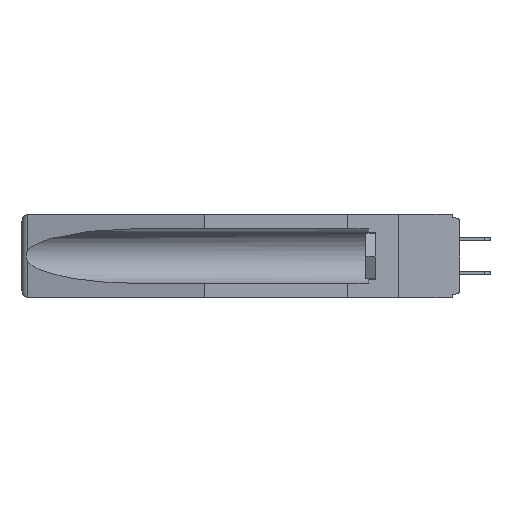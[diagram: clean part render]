
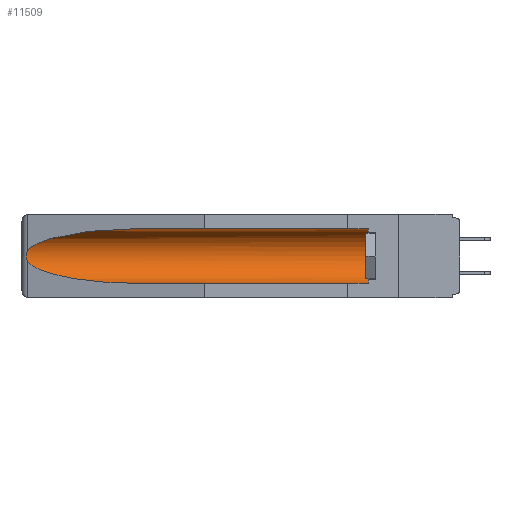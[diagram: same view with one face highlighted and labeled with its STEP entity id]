
A CAD part, left-side view. The second image highlights one B-rep face of the part: STEP entity #11509.
In plain terms, the highlighted cylindrical face has radius 2.857 mm (diameter 5.715 mm), a partial arc.
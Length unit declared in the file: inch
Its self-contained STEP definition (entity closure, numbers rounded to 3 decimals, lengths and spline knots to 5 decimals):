
#329 = EDGE_CURVE ( 'NONE', #5545, #8788, #9448, .T. ) ;
#466 = ORIENTED_EDGE ( 'NONE', *, *, #17919, .T. ) ;
#1217 = CARTESIAN_POINT ( 'NONE',  ( 0.155, 0.126, -0.284 ) ) ;
#2203 = CARTESIAN_POINT ( 'NONE',  ( 0.2675, 1.53308, -0.16763 ) ) ;
#2296 = CARTESIAN_POINT ( 'NONE',  ( 0.26597, 1.5296, -0.19026 ) ) ;
#2358 = CARTESIAN_POINT ( 'NONE',  ( 0.155, -0.30754, -0.059 ) ) ;
#2864 = CARTESIAN_POINT ( 'NONE',  ( 0.155, 0.126, -0.059 ) ) ;
#2906 = CARTESIAN_POINT ( 'NONE',  ( 0.21114, 1.30732, -0.284 ) ) ;
#3147 = VECTOR ( 'NONE', #13155, 39.37008 ) ;
#3384 = AXIS2_PLACEMENT_3D ( 'NONE', #28146, #28247, #5829 ) ;
#4530 = CARTESIAN_POINT ( 'NONE',  ( 0.155, 1.07973, -0.284 ) ) ;
#4970 = EDGE_CURVE ( 'NONE', #21808, #5932, #5074, .T. ) ;
#5074 = LINE ( 'NONE', #2358, #9236 ) ;
#5475 = ORIENTED_EDGE ( 'NONE', *, *, #23188, .F. ) ;
#5545 = VERTEX_POINT ( 'NONE', #14790 ) ;
#5829 = DIRECTION ( 'NONE',  ( 0., 0., 1. ) ) ;
#5932 = VERTEX_POINT ( 'NONE', #8935 ) ;
#8186 =( BOUNDED_CURVE ( )  B_SPLINE_CURVE ( 3, ( #24526, #11330, #2906, #24902 ),
 .UNSPECIFIED., .F., .F. ) 
 B_SPLINE_CURVE_WITH_KNOTS ( ( 4, 4 ),
 ( 0.1948, 1.5708 ),
 .UNSPECIFIED. ) 
 CURVE ( )  GEOMETRIC_REPRESENTATION_ITEM ( )  RATIONAL_B_SPLINE_CURVE ( ( 1., 0.848, 0.848, 1. ) ) 
 REPRESENTATION_ITEM ( '' )  );
#8788 = VERTEX_POINT ( 'NONE', #17659 ) ;
#8935 = CARTESIAN_POINT ( 'NONE',  ( 0.155, 1.07973, -0.059 ) ) ;
#9236 = VECTOR ( 'NONE', #21818, 39.37008 ) ;
#9448 = B_SPLINE_CURVE_WITH_KNOTS ( 'NONE', 3,
 ( #10784, #11084, #13239, #26654, #2203, #24363, #26254, #22038, #2296, #15152 ),
 .UNSPECIFIED., .F., .F.,
 ( 4, 2, 2, 2, 4 ),
 ( 0., 0.00029, 0.00058, 0.00087, 0.00117 ),
 .UNSPECIFIED. ) ;
#10784 = CARTESIAN_POINT ( 'NONE',  ( 0.26537, 1.52718, -0.14972 ) ) ;
#10888 = CARTESIAN_POINT ( 'NONE',  ( 0.155, -0.30754, -0.284 ) ) ;
#11084 = CARTESIAN_POINT ( 'NONE',  ( 0.26597, 1.52961, -0.15275 ) ) ;
#11226 = CARTESIAN_POINT ( 'NONE',  ( 0.26537, 1.52718, -0.14972 ) ) ;
#11232 = ORIENTED_EDGE ( 'NONE', *, *, #12259, .T. ) ;
#11330 = CARTESIAN_POINT ( 'NONE',  ( 0.25451, 1.48313, -0.24835 ) ) ;
#11509 = ADVANCED_FACE ( 'NONE', ( #19437 ), #21834, .F. ) ;
#11695 = ORIENTED_EDGE ( 'NONE', *, *, #4970, .T. ) ;
#12259 = EDGE_CURVE ( 'NONE', #5932, #5545, #22346, .T. ) ;
#13155 = DIRECTION ( 'NONE',  ( 0., 1., 0. ) ) ;
#13239 = CARTESIAN_POINT ( 'NONE',  ( 0.26654, 1.53092, -0.15636 ) ) ;
#14790 = CARTESIAN_POINT ( 'NONE',  ( 0.26537, 1.52718, -0.14972 ) ) ;
#15152 = CARTESIAN_POINT ( 'NONE',  ( 0.26537, 1.52718, -0.19328 ) ) ;
#16402 = DIRECTION ( 'NONE',  ( 0., 1., 0. ) ) ;
#17544 = EDGE_CURVE ( 'NONE', #19394, #21808, #24435, .T. ) ;
#17659 = CARTESIAN_POINT ( 'NONE',  ( 0.26537, 1.52718, -0.19328 ) ) ;
#17919 = EDGE_CURVE ( 'NONE', #8788, #28444, #8186, .T. ) ;
#18782 = CARTESIAN_POINT ( 'NONE',  ( 0.155, -0.30754, -0.1715 ) ) ;
#19394 = VERTEX_POINT ( 'NONE', #1217 ) ;
#19437 = FACE_OUTER_BOUND ( 'NONE', #20337, .T. ) ;
#20337 = EDGE_LOOP ( 'NONE', ( #11232, #24021, #466, #5475, #26279, #11695 ) ) ;
#21319 = CARTESIAN_POINT ( 'NONE',  ( 0.155, 1.07973, -0.059 ) ) ;
#21808 = VERTEX_POINT ( 'NONE', #2864 ) ;
#21818 = DIRECTION ( 'NONE',  ( 0., 1., 0. ) ) ;
#21834 = CYLINDRICAL_SURFACE ( 'NONE', #26416, 0.1125 ) ;
#22038 = CARTESIAN_POINT ( 'NONE',  ( 0.26655, 1.53094, -0.18657 ) ) ;
#22346 =( BOUNDED_CURVE ( )  B_SPLINE_CURVE ( 3, ( #21319, #28020, #25676, #11226 ),
 .UNSPECIFIED., .F., .T. ) 
 B_SPLINE_CURVE_WITH_KNOTS ( ( 4, 4 ),
 ( 4.71239, 6.08839 ),
 .UNSPECIFIED. ) 
 CURVE ( )  GEOMETRIC_REPRESENTATION_ITEM ( )  RATIONAL_B_SPLINE_CURVE ( ( 1., 0.848, 0.848, 1. ) ) 
 REPRESENTATION_ITEM ( '' )  );
#23022 = DIRECTION ( 'NONE',  ( 0., 0., 1. ) ) ;
#23188 = EDGE_CURVE ( 'NONE', #19394, #28444, #28360, .T. ) ;
#24021 = ORIENTED_EDGE ( 'NONE', *, *, #329, .T. ) ;
#24363 = CARTESIAN_POINT ( 'NONE',  ( 0.2675, 1.53308, -0.17534 ) ) ;
#24435 = CIRCLE ( 'NONE', #3384, 0.1125 ) ;
#24526 = CARTESIAN_POINT ( 'NONE',  ( 0.26537, 1.52718, -0.19328 ) ) ;
#24902 = CARTESIAN_POINT ( 'NONE',  ( 0.155, 1.07973, -0.284 ) ) ;
#25676 = CARTESIAN_POINT ( 'NONE',  ( 0.25451, 1.48313, -0.09465 ) ) ;
#26254 = CARTESIAN_POINT ( 'NONE',  ( 0.2673, 1.53269, -0.17917 ) ) ;
#26279 = ORIENTED_EDGE ( 'NONE', *, *, #17544, .T. ) ;
#26416 = AXIS2_PLACEMENT_3D ( 'NONE', #18782, #16402, #23022 ) ;
#26654 = CARTESIAN_POINT ( 'NONE',  ( 0.2673, 1.5327, -0.16383 ) ) ;
#28020 = CARTESIAN_POINT ( 'NONE',  ( 0.21114, 1.30732, -0.059 ) ) ;
#28146 = CARTESIAN_POINT ( 'NONE',  ( 0.155, 0.126, -0.1715 ) ) ;
#28247 = DIRECTION ( 'NONE',  ( 0., -1., 0. ) ) ;
#28360 = LINE ( 'NONE', #10888, #3147 ) ;
#28444 = VERTEX_POINT ( 'NONE', #4530 ) ;
